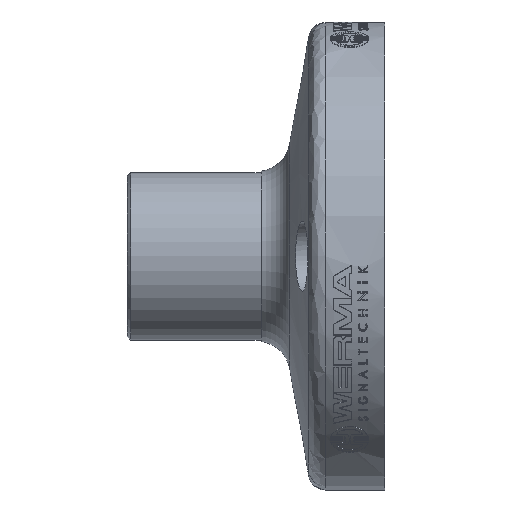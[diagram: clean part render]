
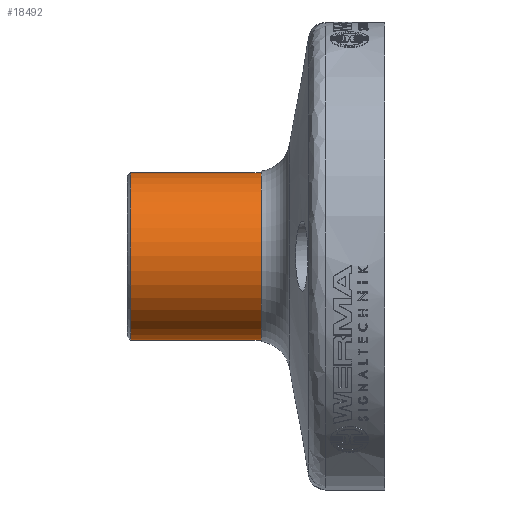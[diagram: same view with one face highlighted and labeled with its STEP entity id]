
A CAD part, front view. The second image highlights one B-rep face of the part: STEP entity #18492.
In plain terms, the highlighted cylindrical face has radius 12.55 mm (diameter 25.1 mm), a partial arc.
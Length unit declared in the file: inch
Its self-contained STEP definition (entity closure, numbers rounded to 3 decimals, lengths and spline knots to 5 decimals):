
#14 = CARTESIAN_POINT ( 'NONE',  ( -1.06299, 0., -0.49409 ) ) ;
#537 = EDGE_CURVE ( 'NONE', #34351, #16881, #5085, .T. ) ;
#753 = DIRECTION ( 'NONE',  ( 0., -1., 0. ) ) ;
#3572 = DIRECTION ( 'NONE',  ( -1., 0., 0. ) ) ;
#3934 = CIRCLE ( 'NONE', #36949, 0.49409 ) ;
#5009 = LINE ( 'NONE', #14, #39171 ) ;
#5085 = CIRCLE ( 'NONE', #5500, 0.49409 ) ;
#5126 = CYLINDRICAL_SURFACE ( 'NONE', #42391, 0.49409 ) ;
#5500 = AXIS2_PLACEMENT_3D ( 'NONE', #39882, #3572, #753 ) ;
#6900 = CARTESIAN_POINT ( 'NONE',  ( -1.06299, 0., 0. ) ) ;
#7811 = CARTESIAN_POINT ( 'NONE',  ( -1.43701, 0., -0.49409 ) ) ;
#8115 = EDGE_CURVE ( 'NONE', #21165, #31292, #3934, .T. ) ;
#8234 = CARTESIAN_POINT ( 'NONE',  ( -0.66929, 0., 0. ) ) ;
#9509 = EDGE_CURVE ( 'NONE', #34351, #31292, #5009, .T. ) ;
#10268 = DIRECTION ( 'NONE',  ( 1., 0., 0. ) ) ;
#10440 = CARTESIAN_POINT ( 'NONE',  ( -1.06299, 0., 0.49409 ) ) ;
#11590 = DIRECTION ( 'NONE',  ( 0., 0., -1. ) ) ;
#11877 = CARTESIAN_POINT ( 'NONE',  ( -0.66929, 0., 0.49409 ) ) ;
#16490 = LINE ( 'NONE', #10440, #24253 ) ;
#16881 = VERTEX_POINT ( 'NONE', #18956 ) ;
#18313 = ORIENTED_EDGE ( 'NONE', *, *, #8115, .F. ) ;
#18492 = ADVANCED_FACE ( 'NONE', ( #26929 ), #5126, .T. ) ;
#18956 = CARTESIAN_POINT ( 'NONE',  ( -1.43701, 0., 0.49409 ) ) ;
#19304 = ORIENTED_EDGE ( 'NONE', *, *, #537, .F. ) ;
#21165 = VERTEX_POINT ( 'NONE', #11877 ) ;
#24253 = VECTOR ( 'NONE', #40326, 39.37008 ) ;
#26511 = ORIENTED_EDGE ( 'NONE', *, *, #9509, .T. ) ;
#26920 = DIRECTION ( 'NONE',  ( 0., 0., -1. ) ) ;
#26929 = FACE_OUTER_BOUND ( 'NONE', #28712, .T. ) ;
#28712 = EDGE_LOOP ( 'NONE', ( #38813, #19304, #26511, #18313 ) ) ;
#29942 = DIRECTION ( 'NONE',  ( 1., 0., 0. ) ) ;
#30858 = EDGE_CURVE ( 'NONE', #16881, #21165, #16490, .T. ) ;
#31292 = VERTEX_POINT ( 'NONE', #36219 ) ;
#31350 = DIRECTION ( 'NONE',  ( 1., 0., 0. ) ) ;
#34351 = VERTEX_POINT ( 'NONE', #7811 ) ;
#36219 = CARTESIAN_POINT ( 'NONE',  ( -0.66929, 0., -0.49409 ) ) ;
#36949 = AXIS2_PLACEMENT_3D ( 'NONE', #8234, #31350, #11590 ) ;
#38813 = ORIENTED_EDGE ( 'NONE', *, *, #30858, .F. ) ;
#39171 = VECTOR ( 'NONE', #29942, 39.37008 ) ;
#39882 = CARTESIAN_POINT ( 'NONE',  ( -1.43701, 0., 0. ) ) ;
#40326 = DIRECTION ( 'NONE',  ( 1., 0., 0. ) ) ;
#42391 = AXIS2_PLACEMENT_3D ( 'NONE', #6900, #10268, #26920 ) ;
